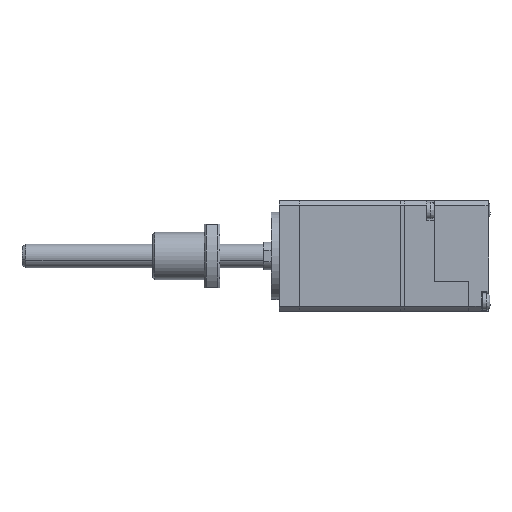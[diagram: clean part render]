
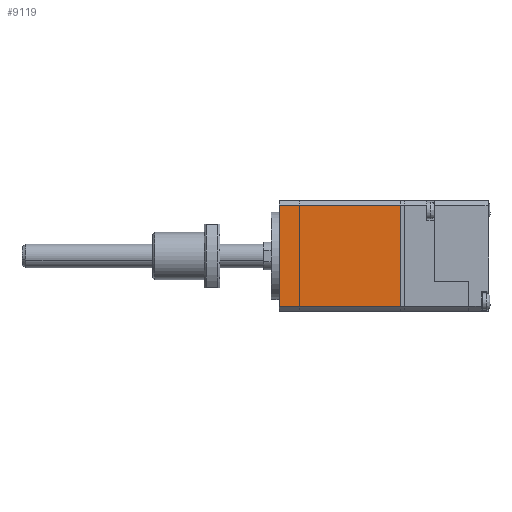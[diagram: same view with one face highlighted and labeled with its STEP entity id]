
A CAD part, left-side view. The second image highlights one B-rep face of the part: STEP entity #9119.
In plain terms, the highlighted planar face has unit normal (-1, 0, 0).
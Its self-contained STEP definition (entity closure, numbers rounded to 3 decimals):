
#190 = CARTESIAN_POINT ( 'NONE',  ( -26.711, -31.654, 32.445 ) ) ;
#323 = ORIENTED_EDGE ( 'NONE', *, *, #13358, .T. ) ;
#819 = CARTESIAN_POINT ( 'NONE',  ( -26.711, -31.654, 6.755 ) ) ;
#991 = CARTESIAN_POINT ( 'NONE',  ( -26.711, -0.974, 32.445 ) ) ;
#1637 = CARTESIAN_POINT ( 'NONE',  ( -26.711, -0.974, 6.755 ) ) ;
#3034 = VECTOR ( 'NONE', #7114, 1000. ) ;
#3239 = PLANE ( 'NONE',  #4951 ) ;
#3467 = EDGE_CURVE ( 'NONE', #10777, #13604, #15834, .T. ) ;
#3502 = EDGE_CURVE ( 'NONE', #13384, #5223, #6823, .T. ) ;
#3939 = CARTESIAN_POINT ( 'NONE',  ( -26.711, -0.974, 6.755 ) ) ;
#4546 = ORIENTED_EDGE ( 'NONE', *, *, #3502, .T. ) ;
#4951 = AXIS2_PLACEMENT_3D ( 'NONE', #6132, #9756, #15773 ) ;
#5223 = VERTEX_POINT ( 'NONE', #3939 ) ;
#5740 = LINE ( 'NONE', #991, #3034 ) ;
#6132 = CARTESIAN_POINT ( 'NONE',  ( -26.711, -0.974, 32.445 ) ) ;
#6387 = DIRECTION ( 'NONE',  ( 0., 0., -1. ) ) ;
#6471 = DIRECTION ( 'NONE',  ( 0., -1., 0. ) ) ;
#6823 = LINE ( 'NONE', #11228, #13692 ) ;
#7114 = DIRECTION ( 'NONE',  ( 0., -1., 0. ) ) ;
#7132 = ORIENTED_EDGE ( 'NONE', *, *, #11460, .F. ) ;
#7506 = FACE_OUTER_BOUND ( 'NONE', #9908, .T. ) ;
#8782 = DIRECTION ( 'NONE',  ( 0., 0., -1. ) ) ;
#8935 = VECTOR ( 'NONE', #8782, 1000. ) ;
#9119 = ADVANCED_FACE ( 'NONE', ( #7506 ), #3239, .T. ) ;
#9756 = DIRECTION ( 'NONE',  ( -1., 0., 0. ) ) ;
#9908 = EDGE_LOOP ( 'NONE', ( #14047, #7132, #4546, #323 ) ) ;
#10231 = CARTESIAN_POINT ( 'NONE',  ( -26.711, -0.974, 32.445 ) ) ;
#10777 = VERTEX_POINT ( 'NONE', #190 ) ;
#11228 = CARTESIAN_POINT ( 'NONE',  ( -26.711, -0.974, 32.445 ) ) ;
#11460 = EDGE_CURVE ( 'NONE', #13384, #10777, #5740, .T. ) ;
#12403 = CARTESIAN_POINT ( 'NONE',  ( -26.711, -31.654, 32.445 ) ) ;
#12562 = LINE ( 'NONE', #1637, #12950 ) ;
#12950 = VECTOR ( 'NONE', #6471, 1000. ) ;
#13358 = EDGE_CURVE ( 'NONE', #5223, #13604, #12562, .T. ) ;
#13384 = VERTEX_POINT ( 'NONE', #10231 ) ;
#13604 = VERTEX_POINT ( 'NONE', #819 ) ;
#13692 = VECTOR ( 'NONE', #6387, 1000. ) ;
#14047 = ORIENTED_EDGE ( 'NONE', *, *, #3467, .F. ) ;
#15773 = DIRECTION ( 'NONE',  ( 0., 0., -1. ) ) ;
#15834 = LINE ( 'NONE', #12403, #8935 ) ;
